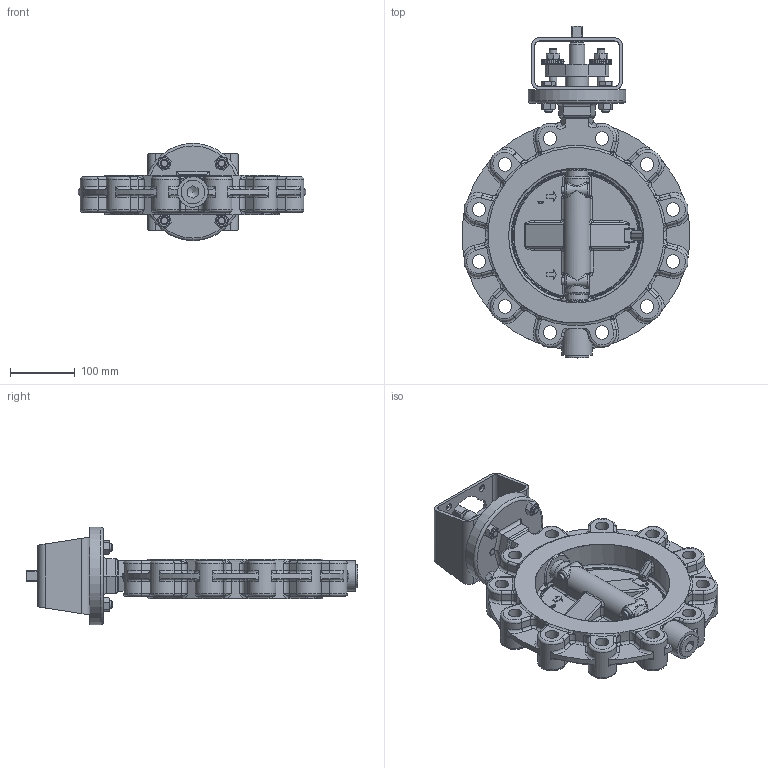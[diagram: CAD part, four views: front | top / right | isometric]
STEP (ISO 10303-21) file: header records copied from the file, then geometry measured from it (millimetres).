
FILE_DESCRIPTION((''),'2;1');
FILE_NAME('HP114 DN200 mit Standardkonsole.stp','2014-08-06T08:56:54',('zank'),(''),'Autodesk Inventor 2013','Autodesk Inventor 2013','');
FILE_SCHEMA(('AUTOMOTIVE_DESIGN { 1 0 10303 214 1 1 1 1 }'));
Length unit declared in the file: millimetre
Products named in the file (26): HP114 DN200-03; HP114-DN200-Inconel PN25; H14-1-200-1-F101 R07; KRXF-200-0001-34; DIN 908  (Feingewinde) M30 x 1.5; WD 36x24x6; DIN 835  (Regelgewinde) M12 x 60; DIN 934  (Regelgewinde) - ersetzt durch DIN EN 24 032 M12; TFP 34x12,3x1,25; TF 34x12,3x1,25; WHP-1-200-2-401; S-0-200-2-F402 R06; DEX-000-4-050 R10 [DN 200]; DEX-000-4-120 [DN 200]; DEX-000-4-040 [DN 200]; DEX-000-4-130 R01 [DN 200]; SRH-2-XXX-3-501 [DN 200]; DEX-000-4-110-200; DEX-000-4-020 [DN200]; KXXF-000-0010-44_003; DEX-000-4-090-R10_005; KRXF-000-0000-42[DN200]; DIN 912  (Regelgewinde) - ersetzt durch DIN EN ISO 4762 M6 x 12; 65XF-200-0010-31; DIN 934 - ersetzt durch DIN EN 24032/28673/28674 M12; DIN 933 - ersetzt durch DIN EN 24017 M12  x 40
Assembly tree (57 placements, depth 4):
  HP114 DN200-03
    HP114-DN200-Inconel PN25
      H14-1-200-1-F101 R07
      KRXF-200-0001-34
      DIN 908  (Feingewinde) M30 x 1.5
      WD 36x24x6  x4
      DIN 835  (Regelgewinde) M12 x 60  x2
      DIN 934  (Regelgewinde) - ersetzt durch DIN EN 24 032 M12  x2
      TFP 34x12,3x1,25  x2
        TF 34x12,3x1,25
      WHP-1-200-2-401
      S-0-200-2-F402 R06
      DEX-000-4-050 R10 [DN 200]  x2
      DEX-000-4-120 [DN 200]  x2
      DEX-000-4-040 [DN 200]
      DEX-000-4-130 R01 [DN 200]
      SRH-2-XXX-3-501 [DN 200]
      DEX-000-4-110-200
      DEX-000-4-020 [DN200]
      KXXF-000-0010-44_003
      DEX-000-4-090-R10_005  x2
      KRXF-000-0000-42[DN200]  x2
      DIN 912  (Regelgewinde) - ersetzt durch DIN EN ISO 4762 M6 x 12  x12
    65XF-200-0010-31
    DIN 934 - ersetzt durch DIN EN 24032/28673/28674 M12  x4
    DIN 933 - ersetzt durch DIN EN 24017 M12  x 40  x4
Bounding box: 351.49 x 512.2 x 150 mm (x, y, z)
Volume: 4159664.7 mm3; surface area: 806431 mm2
Topology: 60 solids, 60 shells, 1664 faces, 3925 edges, 2367 vertices
Faces by surface type: plane 545, cylinder 513, torus 221, bspline 208, cone 170, sphere 7
Full cylindrical faces by diameter (mm): 4.917 x12, 6 x12, 6.6 x12, 10 x14, 10.106 x8, 10.2 x2, 11 x16, 11.053 x4, 12 x6, 12.3 x12, 13 x2, 13.5 x4, 14 x4, 17.2 x4, 20.752 x12, 21.5 x1, 24 x5, 24.05 x4, 24.1 x1, 24.2 x4, 26 x1, 27.2 x1, 27.3 x2, 27.35 x2, 28 x1, 28.376 x1, 30 x2, 33.4 x2, 34 x12, 35.8 x1
Entity records: 48858 total; most frequent: CARTESIAN_POINT 18311, DIRECTION 6053, ORIENTED_EDGE 5768, EDGE_CURVE 2884, AXIS2_PLACEMENT_3D 2555, VERTEX_POINT 1873, EDGE_LOOP 1689, FACE_OUTER_BOUND 1308
